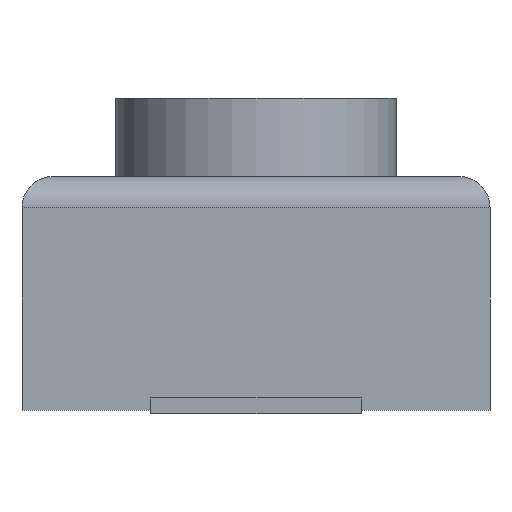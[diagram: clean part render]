
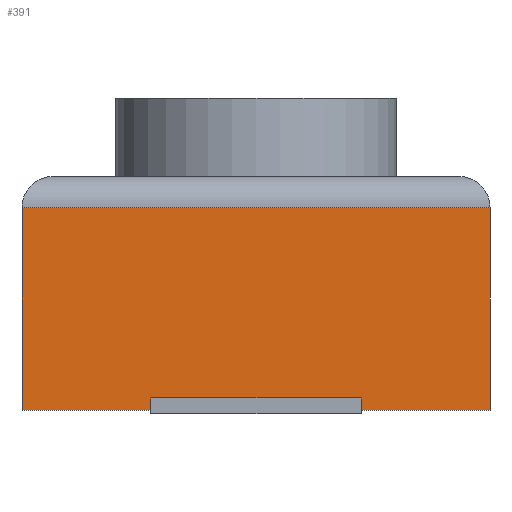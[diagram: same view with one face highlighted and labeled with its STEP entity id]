
A CAD part, left-side view. The second image highlights one B-rep face of the part: STEP entity #391.
In plain terms, the highlighted planar face has unit normal (-1, 0, 0).
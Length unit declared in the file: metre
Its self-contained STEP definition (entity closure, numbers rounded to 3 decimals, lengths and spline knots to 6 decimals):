
#40=ORIENTED_EDGE('',*,*,#140,.F.);
#41=ORIENTED_EDGE('',*,*,#141,.T.);
#42=ORIENTED_EDGE('',*,*,#136,.T.);
#43=ORIENTED_EDGE('',*,*,#142,.T.);
#136=EDGE_CURVE('',#186,#187,#220,.T.);
#140=EDGE_CURVE('',#190,#191,#224,.T.);
#141=EDGE_CURVE('',#190,#186,#225,.F.);
#142=EDGE_CURVE('',#187,#191,#226,.T.);
#186=VERTEX_POINT('',#637);
#187=VERTEX_POINT('',#638);
#190=VERTEX_POINT('',#646);
#191=VERTEX_POINT('',#647);
#220=LINE('',#636,#260);
#224=LINE('',#645,#264);
#225=LINE('',#648,#265);
#226=LINE('',#649,#266);
#260=VECTOR('',#512,1.);
#264=VECTOR('',#518,1.);
#265=VECTOR('',#519,1.);
#266=VECTOR('',#520,1.);
#301=EDGE_LOOP('',(#40,#41,#42,#43));
#335=FACE_BOUND('',#301,.T.);
#369=PLANE('',#467);
#391=ADVANCED_FACE('',(#335),#369,.F.);
#467=AXIS2_PLACEMENT_3D('',#644,#516,#517);
#512=DIRECTION('',(0.,0.,-1.));
#516=DIRECTION('',(1.,0.,0.));
#517=DIRECTION('',(0.,1.,0.));
#518=DIRECTION('',(0.,0.,-1.));
#519=DIRECTION('',(0.,-1.,0.));
#520=DIRECTION('',(0.,-1.,0.));
#636=CARTESIAN_POINT('',(-0.002,0.0015,0.0015));
#637=CARTESIAN_POINT('',(-0.002,0.0015,0.0013));
#638=CARTESIAN_POINT('',(-0.002,0.0015,0.));
#644=CARTESIAN_POINT('',(-0.002,0.,0.0015));
#645=CARTESIAN_POINT('',(-0.002,-0.0015,0.0015));
#646=CARTESIAN_POINT('',(-0.002,-0.0015,0.0013));
#647=CARTESIAN_POINT('',(-0.002,-0.0015,0.));
#648=CARTESIAN_POINT('',(-0.002,0.0015,0.0013));
#649=CARTESIAN_POINT('',(-0.002,0.,0.));
